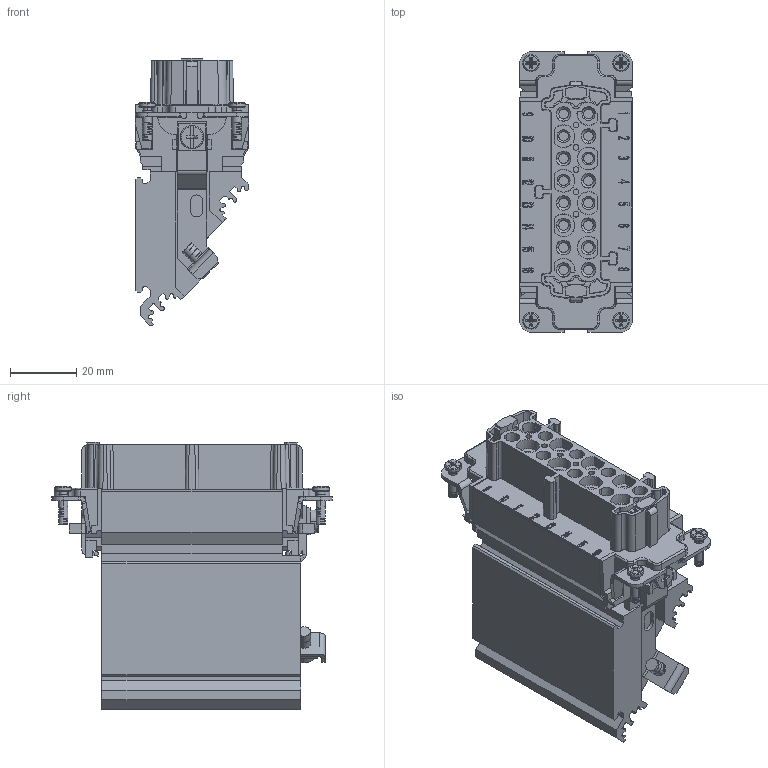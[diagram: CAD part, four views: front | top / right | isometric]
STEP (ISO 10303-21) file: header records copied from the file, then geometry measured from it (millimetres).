
FILE_DESCRIPTION((''),'2;1');
FILE_NAME('16-F','2017-09-12T',('tl.yang'),(''),'PRO/ENGINEER BY PARAMETRIC TECHNOLOGY CORPORATION, 2011500','PRO/ENGINEER BY PARAMETRIC TECHNOLOGY CORPORATION, 2011500','');
FILE_SCHEMA(('CONFIG_CONTROL_DESIGN'));
Products named in the file (1): 16-F
Bounding box: 34 x 84.5 x 80.55 mm (x, y, z)
Volume: 98932.5 mm3; surface area: 35369.7 mm2
Topology: 1 solids, 2 shells, 2881 faces, 8451 edges, 5701 vertices
Faces by surface type: plane 2309, cylinder 362, cone 158, bspline 32, torus 20
Entity records: 97638 total; most frequent: CARTESIAN_POINT 20652, ORIENTED_EDGE 16902, DIRECTION 14711, EDGE_CURVE 8451, VECTOR 7025, LINE 7025, VERTEX_POINT 5701, AXIS2_PLACEMENT_3D 3843
